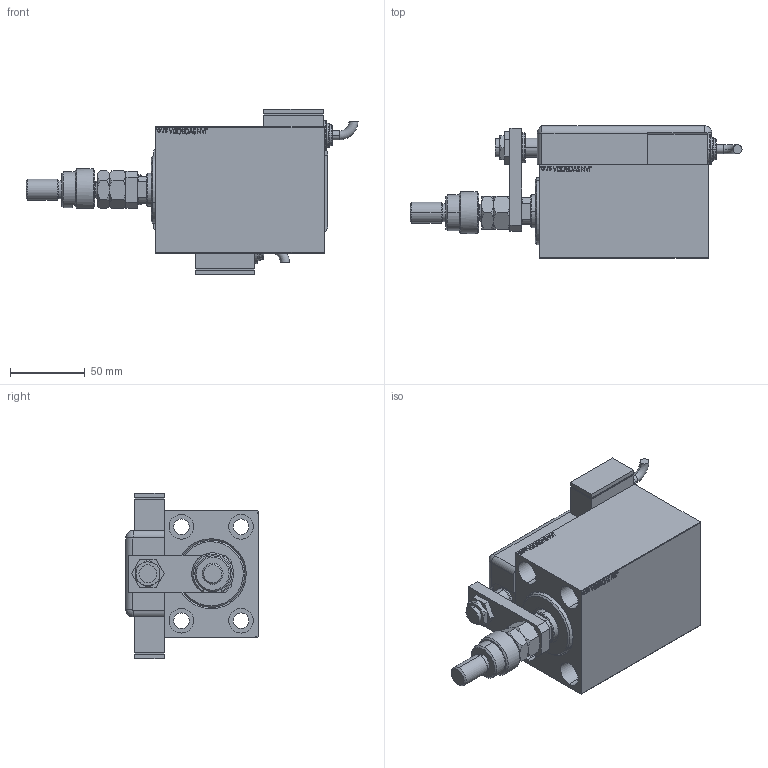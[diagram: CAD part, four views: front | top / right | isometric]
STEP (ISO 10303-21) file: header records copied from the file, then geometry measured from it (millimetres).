
FILE_DESCRIPTION (( 'STEP AP203' ), '1' );
FILE_NAME ('c0d0.STEP', '2021-05-17T09:54:03', ( '' ), ( '' ), 'SwSTEP 2.0', 'SolidWorks 2019', '' );
FILE_SCHEMA (( 'CONFIG_CONTROL_DESIGN' ));
Length unit declared in the file: millimetre
Products named in the file (16): KRYT e0ad6f9012b7fcafb7b10451f96e8c5d; SWITCH Q e0ad6f9012b7fcafb7b10451f96e8c5d; c0d0; V450CM_C_VCP e0ad6f9012b7fcafb7b10451f96e8c5d; TYC e0ad6f9012b7fcafb7b10451f96e8c5d; NUT_D19 e0ad6f9012b7fcafb7b10451f96e8c5d; MFA e0ad6f9012b7fcafb7b10451f96e8c5d; ZARAZKA_Q e0ad6f9012b7fcafb7b10451f96e8c5d; NUT_D13 e0ad6f9012b7fcafb7b10451f96e8c5d; V450CM_VC_B e0ad6f9012b7fcafb7b10451f96e8c5d; Q_T_W_DFA e0ad6f9012b7fcafb7b10451f96e8c5d; SWITCH_Q_FRONT_BACK e0ad6f9012b7fcafb7b10451f96e8c5d; MAGNETIC SWITCH Q e0ad6f9012b7fcafb7b10451f96e8c5d; SWITCH DIM A_G e0ad6f9012b7fcafb7b10451f96e8c5d; FEMALE_PART_FOR_DFA e0ad6f9012b7fcafb7b10451f96e8c5d; V450CM_C e0ad6f9012b7fcafb7b10451f96e8c5d
Assembly tree (16 placements, depth 3):
  c0d0
    V450CM_C e0ad6f9012b7fcafb7b10451f96e8c5d
    V450CM_C_VCP e0ad6f9012b7fcafb7b10451f96e8c5d
    V450CM_VC_B e0ad6f9012b7fcafb7b10451f96e8c5d
    MAGNETIC SWITCH Q e0ad6f9012b7fcafb7b10451f96e8c5d
      SWITCH_Q_FRONT_BACK e0ad6f9012b7fcafb7b10451f96e8c5d
      TYC e0ad6f9012b7fcafb7b10451f96e8c5d
      ZARAZKA_Q e0ad6f9012b7fcafb7b10451f96e8c5d
      SWITCH DIM A_G e0ad6f9012b7fcafb7b10451f96e8c5d
      NUT_D19 e0ad6f9012b7fcafb7b10451f96e8c5d
      NUT_D13 e0ad6f9012b7fcafb7b10451f96e8c5d
      KRYT e0ad6f9012b7fcafb7b10451f96e8c5d
      SWITCH Q e0ad6f9012b7fcafb7b10451f96e8c5d  x2
    Q_T_W_DFA e0ad6f9012b7fcafb7b10451f96e8c5d
      FEMALE_PART_FOR_DFA e0ad6f9012b7fcafb7b10451f96e8c5d
      MFA e0ad6f9012b7fcafb7b10451f96e8c5d
Bounding box: 222.76 x 88.8 x 111 mm (x, y, z)
Volume: 679259 mm3; surface area: 160016.3 mm2
Topology: 15 solids, 15 shells, 1331 faces, 3347 edges, 2193 vertices
Faces by surface type: plane 642, bspline 471, cylinder 128, cone 62, torus 26, sphere 2
Entity records: 62609 total; most frequent: CARTESIAN_POINT 32921, ORIENTED_EDGE 6498, DIRECTION 4247, EDGE_CURVE 3249, VERTEX_POINT 2133, LINE 1885, VECTOR 1885, EDGE_LOOP 1466
